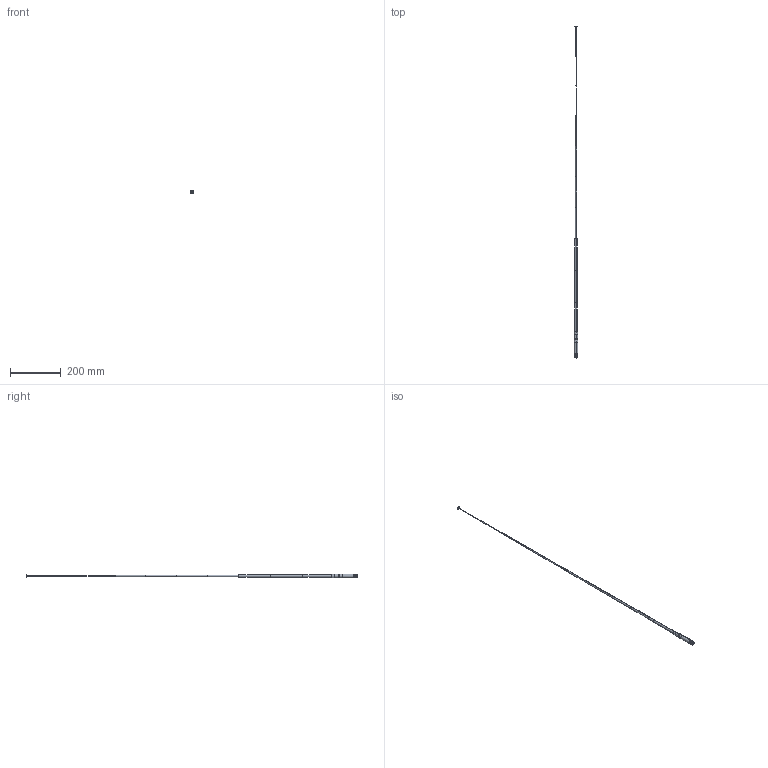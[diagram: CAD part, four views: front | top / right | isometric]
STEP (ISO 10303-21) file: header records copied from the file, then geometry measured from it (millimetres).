
FILE_DESCRIPTION (( 'STEP AP214' ), '1' );
FILE_NAME ('FMANRBD1012_3D.step', '2023-09-11T21:45:00', ( '' ), ( '' ), 'SwSTEP 2.0', 'SolidWorks 2022', '' );
FILE_SCHEMA (( 'AUTOMOTIVE_DESIGN' ));
Length unit declared in the file: inch
Products named in the file (6): BAC028-MA2; LCANRBD1012; BAC028-MA1; FMANRBD1012_3D; BAC028_with flange; BAC028
Assembly tree (5 placements, depth 3):
  FMANRBD1012_3D
    LCANRBD1012
    BAC028
      BAC028_with flange
      BAC028-MA2
      BAC028-MA1
Bounding box: 14.9 x 1302.35 x 14.9 mm (x, y, z)
Volume: 52786.5 mm3; surface area: 28730.5 mm2
Topology: 4 solids, 4 shells, 415 faces, 1123 edges, 743 vertices
Faces by surface type: plane 208, cylinder 181, cone 14, bspline 8, sphere 2, torus 2
Entity records: 13793 total; most frequent: CARTESIAN_POINT 2818, DIRECTION 2299, ORIENTED_EDGE 2246, EDGE_CURVE 1123, AXIS2_PLACEMENT_3D 810, VERTEX_POINT 743, VECTOR 679, LINE 679
